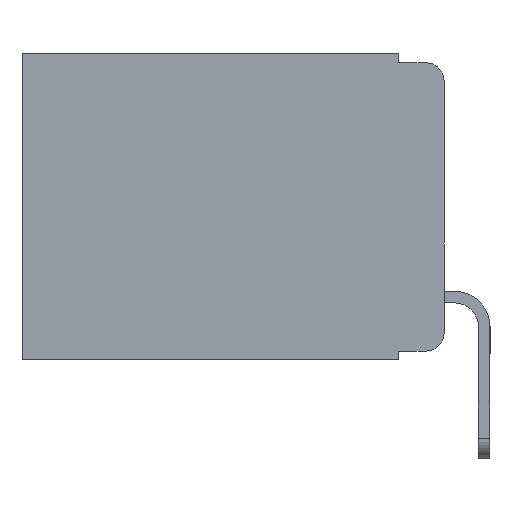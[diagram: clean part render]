
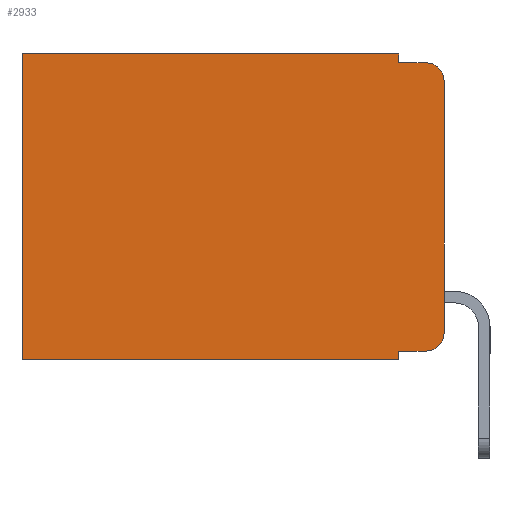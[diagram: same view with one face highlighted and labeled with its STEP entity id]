
A CAD part, left-side view. The second image highlights one B-rep face of the part: STEP entity #2933.
In plain terms, the highlighted planar face has unit normal (-1, 0, 0).
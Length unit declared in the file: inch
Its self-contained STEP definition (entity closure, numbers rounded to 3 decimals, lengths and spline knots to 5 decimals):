
#416 = DIRECTION ( 'NONE',  ( 0., 0., -1. ) ) ;
#504 = ORIENTED_EDGE ( 'NONE', *, *, #1716, .F. ) ;
#561 = VECTOR ( 'NONE', #416, 39.37008 ) ;
#569 = FACE_OUTER_BOUND ( 'NONE', #5358, .T. ) ;
#572 = CARTESIAN_POINT ( 'NONE',  ( 0.298, 0.02, -0.313 ) ) ;
#597 = DIRECTION ( 'NONE',  ( -1., 0., 0. ) ) ;
#916 = EDGE_CURVE ( 'NONE', #12035, #8719, #10827, .T. ) ;
#1151 = AXIS2_PLACEMENT_3D ( 'NONE', #8163, #8106, #1553 ) ;
#1292 = VERTEX_POINT ( 'NONE', #6890 ) ;
#1459 = EDGE_CURVE ( 'NONE', #12035, #2670, #8896, .T. ) ;
#1553 = DIRECTION ( 'NONE',  ( 0., 0., -1. ) ) ;
#1554 = LINE ( 'NONE', #1617, #6552 ) ;
#1617 = CARTESIAN_POINT ( 'NONE',  ( 0.298, 0., 0. ) ) ;
#1716 = EDGE_CURVE ( 'NONE', #6654, #3451, #7816, .T. ) ;
#1746 = LINE ( 'NONE', #10020, #10741 ) ;
#2226 = CIRCLE ( 'NONE', #3857, 0.02 ) ;
#2230 = CARTESIAN_POINT ( 'NONE',  ( 0.298, 0.02, -0.333 ) ) ;
#2377 = ORIENTED_EDGE ( 'NONE', *, *, #7815, .F. ) ;
#2551 = DIRECTION ( 'NONE',  ( 0., 0., -1. ) ) ;
#2644 = DIRECTION ( 'NONE',  ( 0., 0., -1. ) ) ;
#2670 = VERTEX_POINT ( 'NONE', #10251 ) ;
#2773 = CARTESIAN_POINT ( 'NONE',  ( 0.298, 0., -0.313 ) ) ;
#2933 = ADVANCED_FACE ( 'NONE', ( #569 ), #4326, .F. ) ;
#3277 = VECTOR ( 'NONE', #7933, 39.37008 ) ;
#3292 = ORIENTED_EDGE ( 'NONE', *, *, #12163, .F. ) ;
#3294 = CARTESIAN_POINT ( 'NONE',  ( 0.298, 0., 0. ) ) ;
#3451 = VERTEX_POINT ( 'NONE', #8580 ) ;
#3686 = ORIENTED_EDGE ( 'NONE', *, *, #6491, .T. ) ;
#3857 = AXIS2_PLACEMENT_3D ( 'NONE', #572, #12094, #2551 ) ;
#3924 = VERTEX_POINT ( 'NONE', #8265 ) ;
#4018 = VECTOR ( 'NONE', #7253, 39.37008 ) ;
#4326 = PLANE ( 'NONE',  #1151 ) ;
#4892 = VECTOR ( 'NONE', #9782, 39.37008 ) ;
#4965 = VECTOR ( 'NONE', #11614, 39.37008 ) ;
#5016 = ORIENTED_EDGE ( 'NONE', *, *, #5974, .T. ) ;
#5209 = DIRECTION ( 'NONE',  ( 0., -1., 0. ) ) ;
#5287 = ORIENTED_EDGE ( 'NONE', *, *, #916, .F. ) ;
#5358 = EDGE_LOOP ( 'NONE', ( #5287, #10771, #11905, #2377, #3686, #5016, #3292, #504, #6166, #8091 ) ) ;
#5540 = CARTESIAN_POINT ( 'NONE',  ( 0.298, 0.051, -0.333 ) ) ;
#5836 = VERTEX_POINT ( 'NONE', #8863 ) ;
#5929 = EDGE_CURVE ( 'NONE', #9910, #8719, #2226, .T. ) ;
#5974 = EDGE_CURVE ( 'NONE', #7453, #1292, #1746, .T. ) ;
#6166 = ORIENTED_EDGE ( 'NONE', *, *, #9278, .T. ) ;
#6247 = LINE ( 'NONE', #8996, #561 ) ;
#6423 = EDGE_CURVE ( 'NONE', #5836, #2670, #10041, .T. ) ;
#6491 = EDGE_CURVE ( 'NONE', #3924, #7453, #1554, .T. ) ;
#6552 = VECTOR ( 'NONE', #10093, 39.37008 ) ;
#6654 = VERTEX_POINT ( 'NONE', #5540 ) ;
#6890 = CARTESIAN_POINT ( 'NONE',  ( 0.298, 0.473, -0.343 ) ) ;
#7253 = DIRECTION ( 'NONE',  ( 0., 1., 0. ) ) ;
#7437 = CARTESIAN_POINT ( 'NONE',  ( 0.298, 0.02, -0.03 ) ) ;
#7453 = VERTEX_POINT ( 'NONE', #11187 ) ;
#7815 = EDGE_CURVE ( 'NONE', #3924, #5836, #6247, .T. ) ;
#7816 = LINE ( 'NONE', #11618, #3277 ) ;
#7933 = DIRECTION ( 'NONE',  ( 0., 0., -1. ) ) ;
#8018 = CARTESIAN_POINT ( 'NONE',  ( 0.298, 0., -0.03 ) ) ;
#8091 = ORIENTED_EDGE ( 'NONE', *, *, #5929, .T. ) ;
#8106 = DIRECTION ( 'NONE',  ( 1., 0., 0. ) ) ;
#8163 = CARTESIAN_POINT ( 'NONE',  ( 0.298, 0., 0. ) ) ;
#8265 = CARTESIAN_POINT ( 'NONE',  ( 0.298, 0.051, 0. ) ) ;
#8269 = CARTESIAN_POINT ( 'NONE',  ( 0.298, 0., -0.343 ) ) ;
#8580 = CARTESIAN_POINT ( 'NONE',  ( 0.298, 0.051, -0.343 ) ) ;
#8719 = VERTEX_POINT ( 'NONE', #2773 ) ;
#8863 = CARTESIAN_POINT ( 'NONE',  ( 0.298, 0.051, -0.01 ) ) ;
#8865 = CARTESIAN_POINT ( 'NONE',  ( 0.298, 0.051, -0.333 ) ) ;
#8896 = CIRCLE ( 'NONE', #10494, 0.02 ) ;
#8996 = CARTESIAN_POINT ( 'NONE',  ( 0.298, 0.051, 0. ) ) ;
#9278 = EDGE_CURVE ( 'NONE', #6654, #9910, #9811, .T. ) ;
#9782 = DIRECTION ( 'NONE',  ( 0., 0., -1. ) ) ;
#9811 = LINE ( 'NONE', #8865, #4965 ) ;
#9910 = VERTEX_POINT ( 'NONE', #2230 ) ;
#10020 = CARTESIAN_POINT ( 'NONE',  ( 0.298, 0.473, 0. ) ) ;
#10041 = LINE ( 'NONE', #11956, #11730 ) ;
#10093 = DIRECTION ( 'NONE',  ( 0., 1., 0. ) ) ;
#10251 = CARTESIAN_POINT ( 'NONE',  ( 0.298, 0.02, -0.01 ) ) ;
#10258 = LINE ( 'NONE', #8269, #4018 ) ;
#10494 = AXIS2_PLACEMENT_3D ( 'NONE', #7437, #597, #2644 ) ;
#10741 = VECTOR ( 'NONE', #11874, 39.37008 ) ;
#10771 = ORIENTED_EDGE ( 'NONE', *, *, #1459, .T. ) ;
#10827 = LINE ( 'NONE', #3294, #4892 ) ;
#11187 = CARTESIAN_POINT ( 'NONE',  ( 0.298, 0.473, 0. ) ) ;
#11614 = DIRECTION ( 'NONE',  ( 0., -1., 0. ) ) ;
#11618 = CARTESIAN_POINT ( 'NONE',  ( 0.298, 0.051, 0. ) ) ;
#11730 = VECTOR ( 'NONE', #5209, 39.37008 ) ;
#11874 = DIRECTION ( 'NONE',  ( 0., 0., -1. ) ) ;
#11905 = ORIENTED_EDGE ( 'NONE', *, *, #6423, .F. ) ;
#11956 = CARTESIAN_POINT ( 'NONE',  ( 0.298, 0.051, -0.01 ) ) ;
#12035 = VERTEX_POINT ( 'NONE', #8018 ) ;
#12094 = DIRECTION ( 'NONE',  ( -1., 0., 0. ) ) ;
#12163 = EDGE_CURVE ( 'NONE', #3451, #1292, #10258, .T. ) ;
